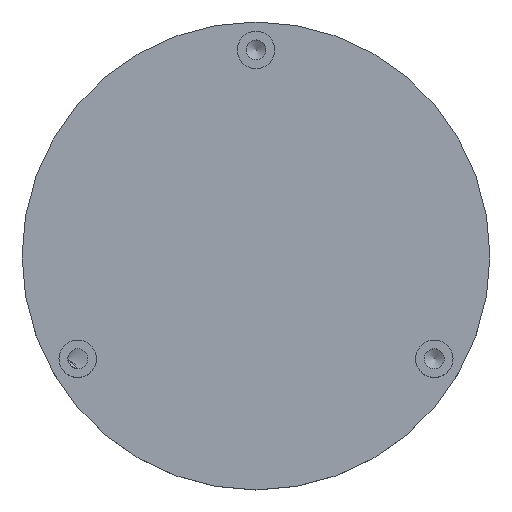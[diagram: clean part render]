
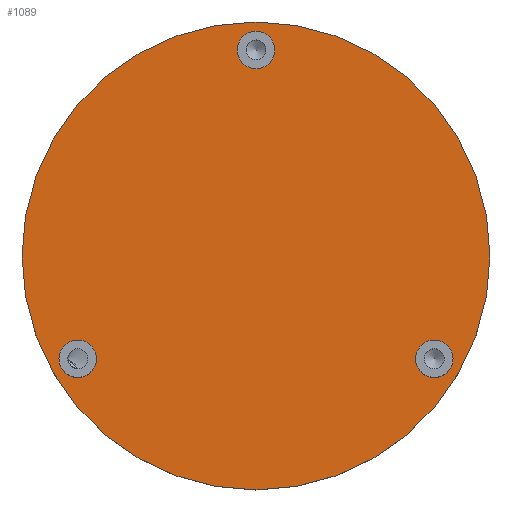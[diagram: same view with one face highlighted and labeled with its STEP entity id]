
A CAD part, top view. The second image highlights one B-rep face of the part: STEP entity #1089.
In plain terms, the highlighted planar face has unit normal (0, 0, 1).
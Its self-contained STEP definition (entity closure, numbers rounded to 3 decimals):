
#21=FACE_BOUND('',#206,.T.);
#22=FACE_BOUND('',#207,.T.);
#23=FACE_BOUND('',#208,.T.);
#38=PLANE('',#1187);
#67=CIRCLE('',#1176,4.);
#69=CIRCLE('',#1179,4.);
#70=CIRCLE('',#1182,4.);
#71=CIRCLE('',#1185,50.);
#136=FACE_OUTER_BOUND('',#205,.T.);
#205=EDGE_LOOP('',(#972));
#206=EDGE_LOOP('',(#973));
#207=EDGE_LOOP('',(#974));
#208=EDGE_LOOP('',(#975));
#495=VERTEX_POINT('',#3789);
#497=VERTEX_POINT('',#3795);
#498=VERTEX_POINT('',#3800);
#499=VERTEX_POINT('',#3805);
#651=EDGE_CURVE('',#495,#495,#67,.T.);
#654=EDGE_CURVE('',#497,#497,#69,.T.);
#656=EDGE_CURVE('',#498,#498,#70,.T.);
#657=EDGE_CURVE('',#499,#499,#71,.T.);
#972=ORIENTED_EDGE('',*,*,#657,.T.);
#973=ORIENTED_EDGE('',*,*,#651,.T.);
#974=ORIENTED_EDGE('',*,*,#656,.T.);
#975=ORIENTED_EDGE('',*,*,#654,.T.);
#1089=ADVANCED_FACE('',(#136,#21,#22,#23),#38,.T.);
#1176=AXIS2_PLACEMENT_3D('',#3791,#1414,#1415);
#1179=AXIS2_PLACEMENT_3D('',#3797,#1421,#1422);
#1182=AXIS2_PLACEMENT_3D('',#3802,#1428,#1429);
#1185=AXIS2_PLACEMENT_3D('',#3806,#1434,#1435);
#1187=AXIS2_PLACEMENT_3D('',#3810,#1439,#1440);
#1414=DIRECTION('center_axis',(0.,0.,-1.));
#1415=DIRECTION('ref_axis',(1.,0.,0.));
#1421=DIRECTION('center_axis',(0.,0.,-1.));
#1422=DIRECTION('ref_axis',(1.,0.,0.));
#1428=DIRECTION('center_axis',(0.,0.,-1.));
#1429=DIRECTION('ref_axis',(1.,0.,0.));
#1434=DIRECTION('center_axis',(0.,0.,1.));
#1435=DIRECTION('ref_axis',(1.,0.,0.));
#1439=DIRECTION('center_axis',(0.,0.,1.));
#1440=DIRECTION('ref_axis',(1.,0.,0.));
#3789=CARTESIAN_POINT('',(34.105,-22.,9.));
#3791=CARTESIAN_POINT('Origin',(38.105,-22.,9.));
#3795=CARTESIAN_POINT('',(-42.105,-22.,9.));
#3797=CARTESIAN_POINT('Origin',(-38.105,-22.,9.));
#3800=CARTESIAN_POINT('',(-4.,44.,9.));
#3802=CARTESIAN_POINT('Origin',(0.,44.,9.));
#3805=CARTESIAN_POINT('',(-50.,0.,9.));
#3806=CARTESIAN_POINT('Origin',(0.,0.,9.));
#3810=CARTESIAN_POINT('Origin',(0.,0.,9.));
